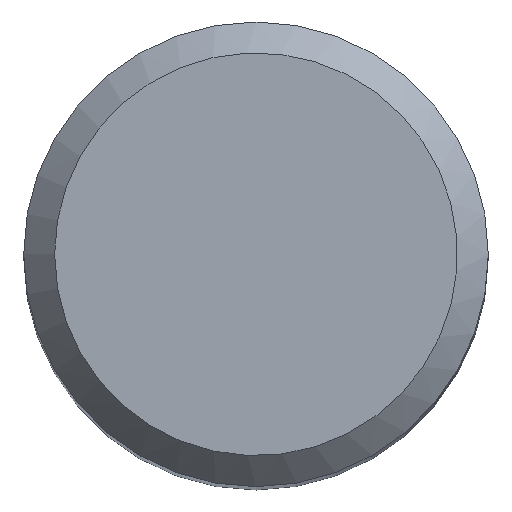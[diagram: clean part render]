
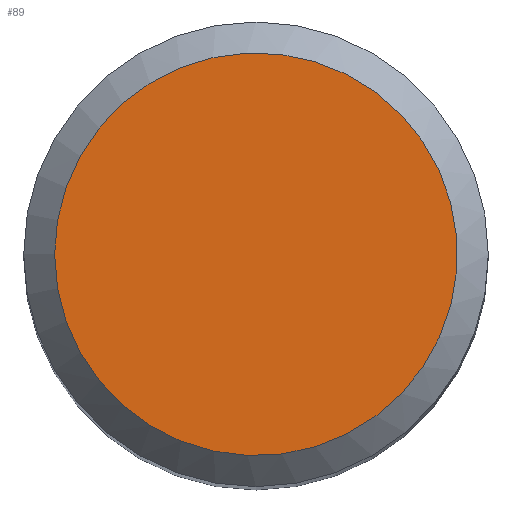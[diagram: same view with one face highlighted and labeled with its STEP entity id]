
A CAD part, top view. The second image highlights one B-rep face of the part: STEP entity #89.
In plain terms, the highlighted planar face has unit normal (0, 0, 1).
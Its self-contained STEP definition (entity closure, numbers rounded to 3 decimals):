
#80=CIRCLE('',#270,2.6);
#89=ADVANCED_FACE('NONE',(#110),#104,.T.);
#104=PLANE('',#271);
#110=FACE_OUTER_BOUND('',#117,.T.);
#117=EDGE_LOOP('',(#152));
#152=ORIENTED_EDGE('',*,*,#203,.F.);
#188=VERTEX_POINT('',#413);
#203=EDGE_CURVE('NONE',#188,#188,#80,.T.);
#270=AXIS2_PLACEMENT_3D('',#412,#304,#305);
#271=AXIS2_PLACEMENT_3D('',#414,#306,#307);
#304=DIRECTION('',(0.,0.,-1.));
#305=DIRECTION('',(-1.,0.,0.));
#306=DIRECTION('',(0.,0.,1.));
#307=DIRECTION('',(1.,0.,0.));
#412=CARTESIAN_POINT('',(0.,0.,0.));
#413=CARTESIAN_POINT('',(-0.119,2.597,0.));
#414=CARTESIAN_POINT('',(0.,0.,0.));
